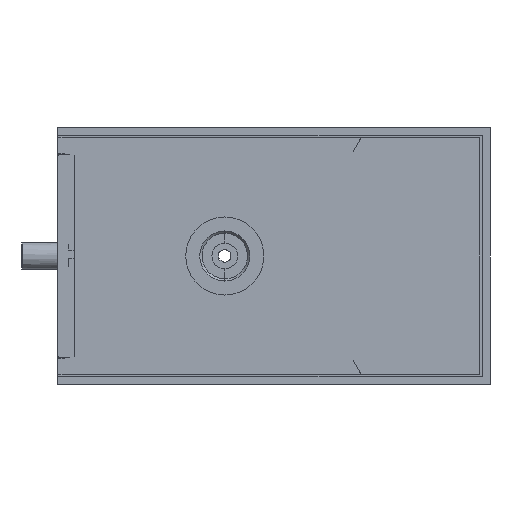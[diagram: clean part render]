
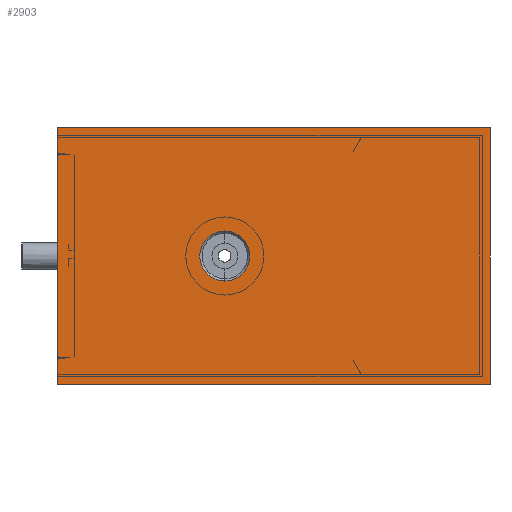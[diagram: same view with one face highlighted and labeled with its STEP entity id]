
A CAD part, left-side view. The second image highlights one B-rep face of the part: STEP entity #2903.
In plain terms, the highlighted planar face has unit normal (-1, 0, 0).
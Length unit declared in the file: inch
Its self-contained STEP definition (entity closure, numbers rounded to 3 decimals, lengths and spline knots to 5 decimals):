
#6 = CARTESIAN_POINT ( 'NONE',  ( -46.22921, 0.29, 0. ) ) ;
#9 = DIRECTION ( 'NONE',  ( 0., 0., -1. ) ) ;
#19 = DIRECTION ( 'NONE',  ( -1., 0., 0. ) ) ;
#98 = FACE_OUTER_BOUND ( 'NONE', #4020, .T. ) ;
#474 = FACE_BOUND ( 'NONE', #4017, .T. ) ;
#1242 = DIRECTION ( 'NONE',  ( 0., 0., -1. ) ) ;
#1243 = DIRECTION ( 'NONE',  ( -1., 0., 0. ) ) ;
#1244 = CARTESIAN_POINT ( 'NONE',  ( -46.22921, 0.2896, 0. ) ) ;
#1253 = PLANE ( 'NONE',  #4648 ) ;
#1709 = CARTESIAN_POINT ( 'NONE',  ( -46.22921, 0.29, 0. ) ) ;
#1717 = CARTESIAN_POINT ( 'NONE',  ( -46.22921, 1.38181, 0.8375 ) ) ;
#1788 = DIRECTION ( 'NONE',  ( -1., 0., 0. ) ) ;
#1789 = CARTESIAN_POINT ( 'NONE',  ( -46.22921, 1.38181, 0.8375 ) ) ;
#2208 = DIRECTION ( 'NONE',  ( 0., 0., -1. ) ) ;
#2800 = CARTESIAN_POINT ( 'NONE',  ( -46.22921, 0.29, -0.16341 ) ) ;
#2903 = ADVANCED_FACE ( 'NONE', ( #474, #98 ), #1253, .T. ) ;
#3066 = CARTESIAN_POINT ( 'NONE',  ( -46.22921, 0.29, 0.1634 ) ) ;
#3071 = CARTESIAN_POINT ( 'NONE',  ( -46.22921, -1.44046, -0.8375 ) ) ;
#3134 = CARTESIAN_POINT ( 'NONE',  ( -46.22921, 1.38181, -0.8375 ) ) ;
#3142 = CARTESIAN_POINT ( 'NONE',  ( -46.22921, -1.44046, 0.8375 ) ) ;
#3176 = CARTESIAN_POINT ( 'NONE',  ( -46.22921, 1.38181, 0.8375 ) ) ;
#3399 = ORIENTED_EDGE ( 'NONE', *, *, #4825, .T. ) ;
#3400 = ORIENTED_EDGE ( 'NONE', *, *, #4827, .T. ) ;
#3406 = ORIENTED_EDGE ( 'NONE', *, *, #4815, .T. ) ;
#3407 = ORIENTED_EDGE ( 'NONE', *, *, #4808, .T. ) ;
#3412 = ORIENTED_EDGE ( 'NONE', *, *, #4824, .F. ) ;
#3413 = ORIENTED_EDGE ( 'NONE', *, *, #4786, .F. ) ;
#3492 = VERTEX_POINT ( 'NONE', #3134 ) ;
#3512 = VERTEX_POINT ( 'NONE', #3142 ) ;
#3770 = VERTEX_POINT ( 'NONE', #3176 ) ;
#3914 = VERTEX_POINT ( 'NONE', #2800 ) ;
#4006 = VERTEX_POINT ( 'NONE', #3071 ) ;
#4017 = EDGE_LOOP ( 'NONE', ( #3412, #3413 ) ) ;
#4020 = EDGE_LOOP ( 'NONE', ( #3399, #3400, #3406, #3407 ) ) ;
#4056 = VERTEX_POINT ( 'NONE', #3066 ) ;
#4090 = CARTESIAN_POINT ( 'NONE',  ( -46.22921, -1.44046, -0.8375 ) ) ;
#4648 = AXIS2_PLACEMENT_3D ( 'NONE', #1244, #1243, #1242 ) ;
#4786 = EDGE_CURVE ( 'NONE', #4056, #3914, #6813, .T. ) ;
#4808 = EDGE_CURVE ( 'NONE', #4006, #3512, #6815, .T. ) ;
#4815 = EDGE_CURVE ( 'NONE', #3492, #4006, #6770, .T. ) ;
#4824 = EDGE_CURVE ( 'NONE', #3914, #4056, #6384, .T. ) ;
#4825 = EDGE_CURVE ( 'NONE', #3512, #3770, #6398, .T. ) ;
#4827 = EDGE_CURVE ( 'NONE', #3770, #3492, #6378, .T. ) ;
#5546 = AXIS2_PLACEMENT_3D ( 'NONE', #1709, #1788, #2208 ) ;
#5547 = AXIS2_PLACEMENT_3D ( 'NONE', #6, #19, #9 ) ;
#6314 = DIRECTION ( 'NONE',  ( 0., -1., 0. ) ) ;
#6321 = DIRECTION ( 'NONE',  ( 0., 0., 1. ) ) ;
#6322 = CARTESIAN_POINT ( 'NONE',  ( -46.22921, 1.38181, -0.8375 ) ) ;
#6357 = VECTOR ( 'NONE', #6314, 39.37008 ) ;
#6378 = LINE ( 'NONE', #1789, #6416 ) ;
#6384 = CIRCLE ( 'NONE', #5546, 0.1634 ) ;
#6398 = LINE ( 'NONE', #1717, #6402 ) ;
#6402 = VECTOR ( 'NONE', #6851, 39.37008 ) ;
#6416 = VECTOR ( 'NONE', #6883, 39.37008 ) ;
#6770 = LINE ( 'NONE', #6322, #6357 ) ;
#6785 = VECTOR ( 'NONE', #6321, 39.37008 ) ;
#6813 = CIRCLE ( 'NONE', #5547, 0.1634 ) ;
#6815 = LINE ( 'NONE', #4090, #6785 ) ;
#6851 = DIRECTION ( 'NONE',  ( 0., 1., 0. ) ) ;
#6883 = DIRECTION ( 'NONE',  ( 0., 0., -1. ) ) ;
